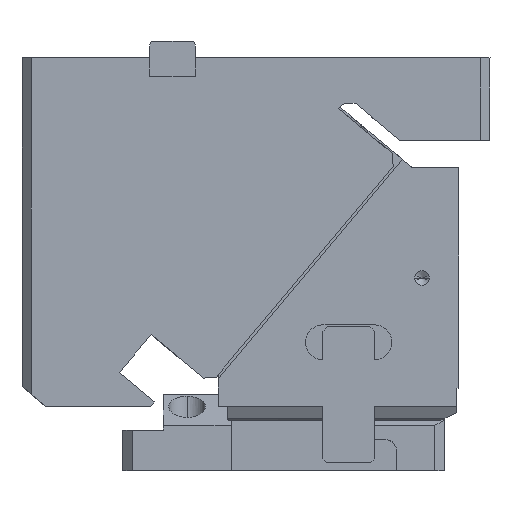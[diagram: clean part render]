
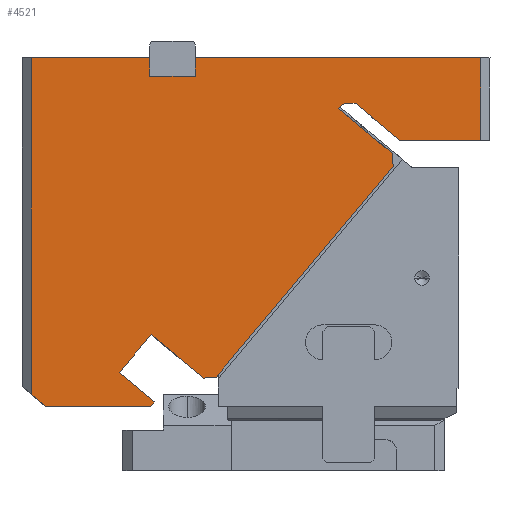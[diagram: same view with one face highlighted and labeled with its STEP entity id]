
A CAD part, front view. The second image highlights one B-rep face of the part: STEP entity #4521.
In plain terms, the highlighted planar face has unit normal (0, -1, 0).
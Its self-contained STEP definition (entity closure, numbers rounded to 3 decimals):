
#91=CARTESIAN_POINT('Vertex',(-179.557,-42.5,-30.786)) ;
#94=CARTESIAN_POINT('Line Origine',(-188.234,-42.5,-41.127)) ;
#98=CARTESIAN_POINT('Vertex',(-196.912,-42.5,-51.469)) ;
#297=CARTESIAN_POINT('Vertex',(-75.548,-42.5,94.722)) ;
#300=CARTESIAN_POINT('Line Origine',(-76.513,-42.5,93.573)) ;
#304=CARTESIAN_POINT('Vertex',(-77.477,-42.5,92.424)) ;
#438=CARTESIAN_POINT('Vertex',(-68.504,-42.5,95.339)) ;
#441=CARTESIAN_POINT('Line Origine',(-72.026,-42.5,95.031)) ;
#471=CARTESIAN_POINT('Vertex',(-44.266,-42.5,75.)) ;
#474=CARTESIAN_POINT('Line Origine',(-56.385,-42.5,85.169)) ;
#583=CARTESIAN_POINT('Vertex',(0.,-42.5,75.)) ;
#586=CARTESIAN_POINT('Line Origine',(-22.133,-42.5,75.)) ;
#674=CARTESIAN_POINT('Vertex',(0.,-42.5,120.)) ;
#677=CARTESIAN_POINT('Line Origine',(0.,-42.5,97.5)) ;
#707=CARTESIAN_POINT('Vertex',(-155.5,-42.5,120.)) ;
#710=CARTESIAN_POINT('Line Origine',(-77.75,-42.5,120.)) ;
#864=CARTESIAN_POINT('Vertex',(-155.5,-42.5,110.)) ;
#867=CARTESIAN_POINT('Line Origine',(-155.5,-42.5,115.)) ;
#895=CARTESIAN_POINT('Vertex',(-180.5,-42.5,110.)) ;
#898=CARTESIAN_POINT('Line Origine',(-168.,-42.5,110.)) ;
#926=CARTESIAN_POINT('Vertex',(-180.5,-42.5,120.)) ;
#929=CARTESIAN_POINT('Line Origine',(-180.5,-42.5,115.)) ;
#999=CARTESIAN_POINT('Vertex',(-245.,-42.5,120.)) ;
#1002=CARTESIAN_POINT('Line Origine',(-212.75,-42.5,120.)) ;
#1125=CARTESIAN_POINT('Vertex',(-245.,-42.5,-63.334)) ;
#1130=CARTESIAN_POINT('Line Origine',(-245.,-42.5,28.333)) ;
#1229=CARTESIAN_POINT('Vertex',(-237.056,-42.5,-70.)) ;
#1232=CARTESIAN_POINT('Line Origine',(-241.028,-42.5,-66.667)) ;
#1315=CARTESIAN_POINT('Vertex',(-179.826,-42.5,-70.)) ;
#1318=CARTESIAN_POINT('Line Origine',(-208.441,-42.5,-70.)) ;
#1401=CARTESIAN_POINT('Line Origine',(-178.794,-42.5,-68.769)) ;
#1405=CARTESIAN_POINT('Vertex',(-177.761,-42.5,-67.539)) ;
#1437=CARTESIAN_POINT('Line Origine',(-187.336,-42.5,-59.504)) ;
#4446=CARTESIAN_POINT('Axis2P3D Location',(-250.,-42.5,120.)) ;
#4451=CARTESIAN_POINT('Line Origine',(-95.96,-42.5,3.501)) ;
#4455=CARTESIAN_POINT('Vertex',(-144.169,-42.5,-53.953)) ;
#4457=CARTESIAN_POINT('Vertex',(-47.751,-42.5,60.954)) ;
#4461=CARTESIAN_POINT('Control Point',(-47.751,-42.5,60.954)) ;
#4462=CARTESIAN_POINT('Control Point',(-47.763,-42.5,61.095)) ;
#4463=CARTESIAN_POINT('Vertex',(-47.763,-42.5,61.095)) ;
#4466=CARTESIAN_POINT('Line Origine',(-48.065,-42.5,64.547)) ;
#4470=CARTESIAN_POINT('Vertex',(-48.367,-42.5,67.998)) ;
#4473=CARTESIAN_POINT('Line Origine',(-62.922,-42.5,80.211)) ;
#4478=CARTESIAN_POINT('Line Origine',(-165.385,-42.5,-42.677)) ;
#4482=CARTESIAN_POINT('Vertex',(-151.213,-42.5,-54.569)) ;
#4485=CARTESIAN_POINT('Line Origine',(-147.761,-42.5,-54.267)) ;
#4489=CARTESIAN_POINT('Vertex',(-144.31,-42.5,-53.965)) ;
#4493=CARTESIAN_POINT('Control Point',(-144.31,-42.5,-53.965)) ;
#4494=CARTESIAN_POINT('Control Point',(-144.169,-42.5,-53.953)) ;
#95=DIRECTION('Vector Direction',(0.643,0.,0.766)) ;
#301=DIRECTION('Vector Direction',(0.643,0.,0.766)) ;
#442=DIRECTION('Vector Direction',(0.996,0.,0.087)) ;
#475=DIRECTION('Vector Direction',(0.766,0.,-0.643)) ;
#587=DIRECTION('Vector Direction',(1.,0.,0.)) ;
#678=DIRECTION('Vector Direction',(0.,0.,1.)) ;
#711=DIRECTION('Vector Direction',(-1.,0.,0.)) ;
#868=DIRECTION('Vector Direction',(0.,0.,1.)) ;
#899=DIRECTION('Vector Direction',(1.,0.,0.)) ;
#930=DIRECTION('Vector Direction',(0.,0.,1.)) ;
#1003=DIRECTION('Vector Direction',(-1.,0.,0.)) ;
#1131=DIRECTION('Vector Direction',(0.,0.,-1.)) ;
#1233=DIRECTION('Vector Direction',(-0.766,0.,0.643)) ;
#1319=DIRECTION('Vector Direction',(1.,0.,0.)) ;
#1402=DIRECTION('Vector Direction',(-0.643,0.,-0.766)) ;
#1438=DIRECTION('Vector Direction',(0.766,0.,-0.643)) ;
#4447=DIRECTION('Axis2P3D Direction',(0.,-1.,0.)) ;
#4448=DIRECTION('Axis2P3D XDirection',(1.,0.,0.)) ;
#4452=DIRECTION('Vector Direction',(0.643,0.,0.766)) ;
#4467=DIRECTION('Vector Direction',(-0.087,0.,0.996)) ;
#4474=DIRECTION('Vector Direction',(-0.766,0.,0.643)) ;
#4479=DIRECTION('Vector Direction',(-0.766,0.,0.643)) ;
#4486=DIRECTION('Vector Direction',(0.996,0.,0.087)) ;
#4449=AXIS2_PLACEMENT_3D('Plane Axis2P3D',#4446,#4447,#4448) ;
#4497=ORIENTED_EDGE('',*,*,#4459,.T.) ;
#4498=ORIENTED_EDGE('',*,*,#4465,.F.) ;
#4499=ORIENTED_EDGE('',*,*,#4472,.T.) ;
#4500=ORIENTED_EDGE('',*,*,#4477,.T.) ;
#4501=ORIENTED_EDGE('',*,*,#306,.T.) ;
#4502=ORIENTED_EDGE('',*,*,#445,.T.) ;
#4503=ORIENTED_EDGE('',*,*,#478,.T.) ;
#4504=ORIENTED_EDGE('',*,*,#590,.T.) ;
#4505=ORIENTED_EDGE('',*,*,#681,.T.) ;
#4506=ORIENTED_EDGE('',*,*,#714,.T.) ;
#4507=ORIENTED_EDGE('',*,*,#871,.F.) ;
#4508=ORIENTED_EDGE('',*,*,#902,.F.) ;
#4509=ORIENTED_EDGE('',*,*,#933,.T.) ;
#4510=ORIENTED_EDGE('',*,*,#1006,.T.) ;
#4511=ORIENTED_EDGE('',*,*,#1134,.T.) ;
#4512=ORIENTED_EDGE('',*,*,#1236,.F.) ;
#4513=ORIENTED_EDGE('',*,*,#1322,.T.) ;
#4514=ORIENTED_EDGE('',*,*,#1407,.F.) ;
#4515=ORIENTED_EDGE('',*,*,#1441,.F.) ;
#4516=ORIENTED_EDGE('',*,*,#100,.T.) ;
#4517=ORIENTED_EDGE('',*,*,#4484,.F.) ;
#4518=ORIENTED_EDGE('',*,*,#4491,.T.) ;
#4519=ORIENTED_EDGE('',*,*,#4495,.F.) ;
#96=VECTOR('Line Direction',#95,1.) ;
#302=VECTOR('Line Direction',#301,1.) ;
#443=VECTOR('Line Direction',#442,1.) ;
#476=VECTOR('Line Direction',#475,1.) ;
#588=VECTOR('Line Direction',#587,1.) ;
#679=VECTOR('Line Direction',#678,1.) ;
#712=VECTOR('Line Direction',#711,1.) ;
#869=VECTOR('Line Direction',#868,1.) ;
#900=VECTOR('Line Direction',#899,1.) ;
#931=VECTOR('Line Direction',#930,1.) ;
#1004=VECTOR('Line Direction',#1003,1.) ;
#1132=VECTOR('Line Direction',#1131,1.) ;
#1234=VECTOR('Line Direction',#1233,1.) ;
#1320=VECTOR('Line Direction',#1319,1.) ;
#1403=VECTOR('Line Direction',#1402,1.) ;
#1439=VECTOR('Line Direction',#1438,1.) ;
#4453=VECTOR('Line Direction',#4452,1.) ;
#4468=VECTOR('Line Direction',#4467,1.) ;
#4475=VECTOR('Line Direction',#4474,1.) ;
#4480=VECTOR('Line Direction',#4479,1.) ;
#4487=VECTOR('Line Direction',#4486,1.) ;
#4521=ADVANCED_FACE('CAM HOLDER',(#4520),#4450,.T.) ;
#4460=B_SPLINE_CURVE_WITH_KNOTS('',1,(#4461,#4462),.UNSPECIFIED.,.F.,.U.,(2,2),(0.,0.141),.UNSPECIFIED.) ;
#4492=B_SPLINE_CURVE_WITH_KNOTS('',1,(#4493,#4494),.UNSPECIFIED.,.F.,.U.,(2,2),(0.,0.141),.UNSPECIFIED.) ;
#100=EDGE_CURVE('',#99,#92,#97,.T.) ;
#306=EDGE_CURVE('',#305,#298,#303,.T.) ;
#445=EDGE_CURVE('',#298,#439,#444,.T.) ;
#478=EDGE_CURVE('',#439,#472,#477,.T.) ;
#590=EDGE_CURVE('',#472,#584,#589,.T.) ;
#681=EDGE_CURVE('',#584,#675,#680,.T.) ;
#714=EDGE_CURVE('',#675,#708,#713,.T.) ;
#871=EDGE_CURVE('',#865,#708,#870,.T.) ;
#902=EDGE_CURVE('',#896,#865,#901,.T.) ;
#933=EDGE_CURVE('',#896,#927,#932,.T.) ;
#1006=EDGE_CURVE('',#927,#1000,#1005,.T.) ;
#1134=EDGE_CURVE('',#1000,#1126,#1133,.T.) ;
#1236=EDGE_CURVE('',#1230,#1126,#1235,.T.) ;
#1322=EDGE_CURVE('',#1230,#1316,#1321,.T.) ;
#1407=EDGE_CURVE('',#1406,#1316,#1404,.T.) ;
#1441=EDGE_CURVE('',#99,#1406,#1440,.T.) ;
#4459=EDGE_CURVE('',#4456,#4458,#4454,.T.) ;
#4465=EDGE_CURVE('',#4464,#4458,#4460,.F.) ;
#4472=EDGE_CURVE('',#4464,#4471,#4469,.T.) ;
#4477=EDGE_CURVE('',#4471,#305,#4476,.T.) ;
#4484=EDGE_CURVE('',#4483,#92,#4481,.T.) ;
#4491=EDGE_CURVE('',#4483,#4490,#4488,.T.) ;
#4495=EDGE_CURVE('',#4456,#4490,#4492,.F.) ;
#4496=EDGE_LOOP('',(#4497,#4498,#4499,#4500,#4501,#4502,#4503,#4504,#4505,#4506,#4507,#4508,#4509,#4510,#4511,#4512,#4513,#4514,#4515,#4516,#4517,#4518,#4519)) ;
#4520=FACE_OUTER_BOUND('',#4496,.T.) ;
#97=LINE('Line',#94,#96) ;
#303=LINE('Line',#300,#302) ;
#444=LINE('Line',#441,#443) ;
#477=LINE('Line',#474,#476) ;
#589=LINE('Line',#586,#588) ;
#680=LINE('Line',#677,#679) ;
#713=LINE('Line',#710,#712) ;
#870=LINE('Line',#867,#869) ;
#901=LINE('Line',#898,#900) ;
#932=LINE('Line',#929,#931) ;
#1005=LINE('Line',#1002,#1004) ;
#1133=LINE('Line',#1130,#1132) ;
#1235=LINE('Line',#1232,#1234) ;
#1321=LINE('Line',#1318,#1320) ;
#1404=LINE('Line',#1401,#1403) ;
#1440=LINE('Line',#1437,#1439) ;
#4454=LINE('Line',#4451,#4453) ;
#4469=LINE('Line',#4466,#4468) ;
#4476=LINE('Line',#4473,#4475) ;
#4481=LINE('Line',#4478,#4480) ;
#4488=LINE('Line',#4485,#4487) ;
#4450=PLANE('Plane',#4449) ;
#92=VERTEX_POINT('',#91) ;
#99=VERTEX_POINT('',#98) ;
#298=VERTEX_POINT('',#297) ;
#305=VERTEX_POINT('',#304) ;
#439=VERTEX_POINT('',#438) ;
#472=VERTEX_POINT('',#471) ;
#584=VERTEX_POINT('',#583) ;
#675=VERTEX_POINT('',#674) ;
#708=VERTEX_POINT('',#707) ;
#865=VERTEX_POINT('',#864) ;
#896=VERTEX_POINT('',#895) ;
#927=VERTEX_POINT('',#926) ;
#1000=VERTEX_POINT('',#999) ;
#1126=VERTEX_POINT('',#1125) ;
#1230=VERTEX_POINT('',#1229) ;
#1316=VERTEX_POINT('',#1315) ;
#1406=VERTEX_POINT('',#1405) ;
#4456=VERTEX_POINT('',#4455) ;
#4458=VERTEX_POINT('',#4457) ;
#4464=VERTEX_POINT('',#4463) ;
#4471=VERTEX_POINT('',#4470) ;
#4483=VERTEX_POINT('',#4482) ;
#4490=VERTEX_POINT('',#4489) ;
